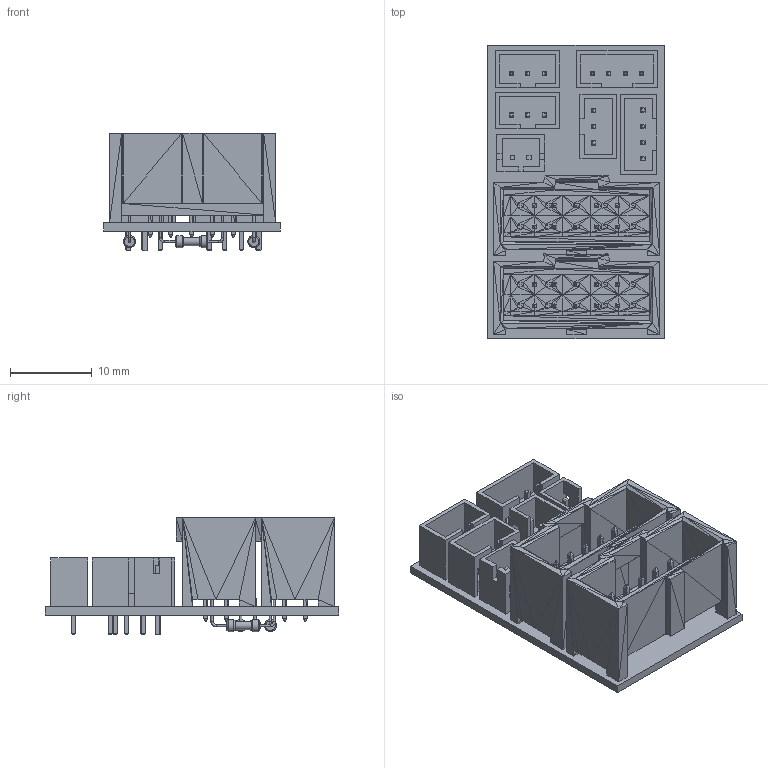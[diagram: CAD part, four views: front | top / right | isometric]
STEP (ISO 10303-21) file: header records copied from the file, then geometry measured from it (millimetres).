
FILE_DESCRIPTION(('for SolidWorks'),'2;1');
FILE_NAME('conn_board_3d.step','2018-10-15T21:30:37',('kevinol'),(''), 'Open CASCADE STEP processor 6.6','DipTrace','Unknown');
FILE_SCHEMA(('AUTOMOTIVE_DESIGN { 1 0 10303 214 1 1 1 1 }'));
Length unit declared in the file: millimetre
Products named in the file (7): PCB_conn_board_3d; Board_conn_board_3d; JST_Socket_3_Pin; JST_Socket_4_Pin; B2B-PH-K-S; res-7.62_4x1.5; idc10m
Assembly tree (14 placements, depth 2):
  PCB_conn_board_3d
    Board_conn_board_3d
    JST_Socket_3_Pin  x3
    JST_Socket_4_Pin  x2
    B2B-PH-K-S
    res-7.62_4x1.5  x5
    idc10m  x2
Bounding box: 21.6 x 36 x 14.37 mm (x, y, z)
Volume: 894.2 mm3; surface area: 7083.9 mm2
Topology: 7 solids, 71 shells, 2371 faces, 4023 edges, 1792 vertices
Faces by surface type: plane 2306, cylinder 35, cone 20, revolution 10
Full cylindrical faces by diameter (mm): 0.3 x20, 1 x5, 1.5 x10
Entity records: 33074 total; most frequent: DIRECTION 4291, CARTESIAN_POINT 3969, ORIENTED_EDGE 3890, EDGE_CURVE 1945, LINE 1925, VECTOR 1925, AXIS2_PLACEMENT_3D 1182, PRESENTATION_STYLE_ASSIGNMENT 1174
